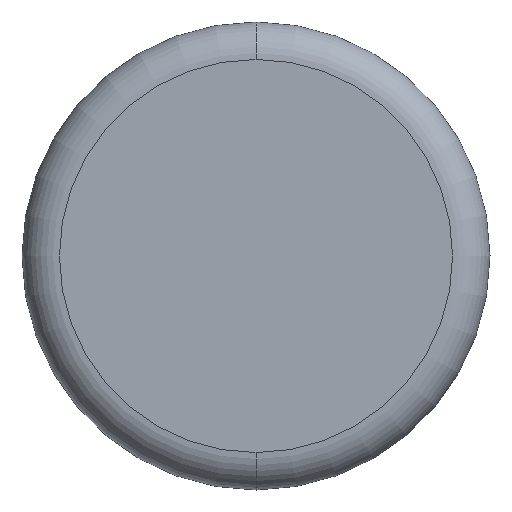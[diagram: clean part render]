
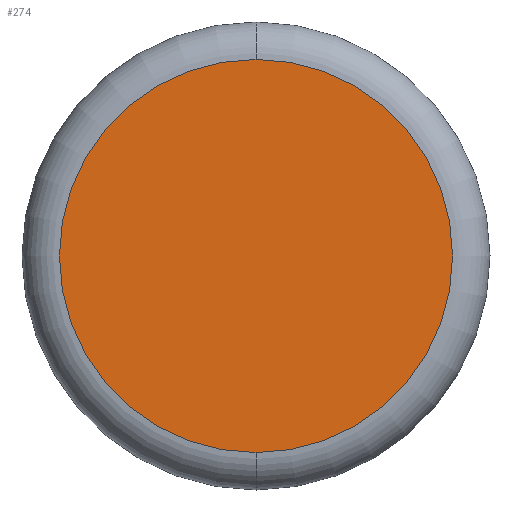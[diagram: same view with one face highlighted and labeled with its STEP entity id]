
A CAD part, front view. The second image highlights one B-rep face of the part: STEP entity #274.
In plain terms, the highlighted planar face has unit normal (0, -1, 0).
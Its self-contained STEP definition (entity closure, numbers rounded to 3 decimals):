
#5 = VERTEX_POINT ( 'NONE', #148 ) ;
#25 = DIRECTION ( 'NONE',  ( 0., 1., 0. ) ) ;
#73 = CARTESIAN_POINT ( 'NONE',  ( 0., -13.4, 0. ) ) ;
#80 = EDGE_LOOP ( 'NONE', ( #363, #155 ) ) ;
#107 = CIRCLE ( 'NONE', #434, 8.4 ) ;
#131 = PLANE ( 'NONE',  #497 ) ;
#148 = CARTESIAN_POINT ( 'NONE',  ( 0., -13.4, 8.4 ) ) ;
#155 = ORIENTED_EDGE ( 'NONE', *, *, #391, .F. ) ;
#274 = ADVANCED_FACE ( 'NONE', ( #329 ), #131, .T. ) ;
#329 = FACE_OUTER_BOUND ( 'NONE', #80, .T. ) ;
#350 = DIRECTION ( 'NONE',  ( 0., 0., -1. ) ) ;
#358 = DIRECTION ( 'NONE',  ( 0., -1., 0. ) ) ;
#363 = ORIENTED_EDGE ( 'NONE', *, *, #493, .F. ) ;
#382 = CARTESIAN_POINT ( 'NONE',  ( 0., -13.4, 0. ) ) ;
#391 = EDGE_CURVE ( 'NONE', #451, #5, #487, .T. ) ;
#404 = AXIS2_PLACEMENT_3D ( 'NONE', #382, #431, #490 ) ;
#431 = DIRECTION ( 'NONE',  ( 0., 1., 0. ) ) ;
#434 = AXIS2_PLACEMENT_3D ( 'NONE', #531, #25, #470 ) ;
#451 = VERTEX_POINT ( 'NONE', #514 ) ;
#470 = DIRECTION ( 'NONE',  ( 0., 0., 1. ) ) ;
#487 = CIRCLE ( 'NONE', #404, 8.4 ) ;
#490 = DIRECTION ( 'NONE',  ( 0., 0., 1. ) ) ;
#493 = EDGE_CURVE ( 'NONE', #5, #451, #107, .T. ) ;
#497 = AXIS2_PLACEMENT_3D ( 'NONE', #73, #358, #350 ) ;
#514 = CARTESIAN_POINT ( 'NONE',  ( 0., -13.4, -8.4 ) ) ;
#531 = CARTESIAN_POINT ( 'NONE',  ( 0., -13.4, 0. ) ) ;
